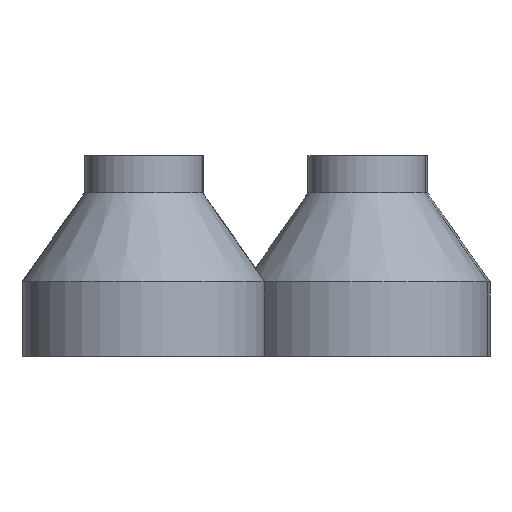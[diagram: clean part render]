
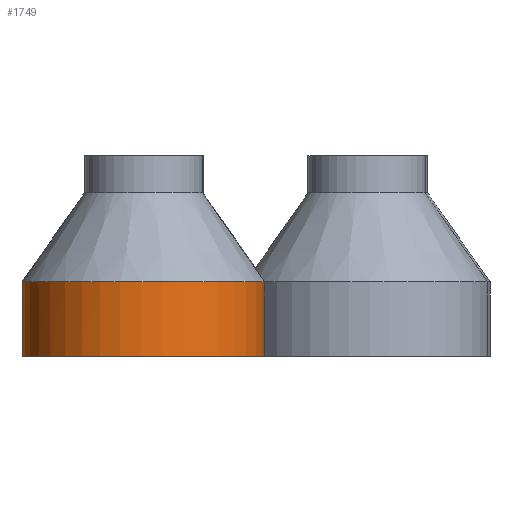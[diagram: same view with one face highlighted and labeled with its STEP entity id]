
A CAD part, front view. The second image highlights one B-rep face of the part: STEP entity #1749.
In plain terms, the highlighted cylindrical face has radius 41.408 mm (diameter 82.817 mm), a partial arc.
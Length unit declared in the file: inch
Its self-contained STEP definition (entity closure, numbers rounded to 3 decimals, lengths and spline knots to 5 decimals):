
#95=LINE('',#3425,#173);
#96=LINE('',#3433,#174);
#173=VECTOR('',#2355,0.3937);
#174=VECTOR('',#2364,0.3937);
#250=CYLINDRICAL_SURFACE('',#1952,1.63025);
#333=FACE_OUTER_BOUND('',#440,.T.);
#440=EDGE_LOOP('',(#1380,#1381,#1382,#1383,#1384));
#594=CIRCLE('',#1953,1.63025);
#595=CIRCLE('',#1954,1.63025);
#596=CIRCLE('',#1955,1.63025);
#805=VERTEX_POINT('',#3422);
#806=VERTEX_POINT('',#3424);
#807=VERTEX_POINT('',#3428);
#808=VERTEX_POINT('',#3430);
#809=VERTEX_POINT('',#3432);
#1014=EDGE_CURVE('',#806,#805,#95,.T.);
#1016=EDGE_CURVE('',#806,#807,#594,.T.);
#1017=EDGE_CURVE('',#808,#805,#595,.T.);
#1018=EDGE_CURVE('',#809,#808,#96,.T.);
#1019=EDGE_CURVE('',#807,#809,#596,.T.);
#1380=ORIENTED_EDGE('',*,*,#1016,.F.);
#1381=ORIENTED_EDGE('',*,*,#1014,.T.);
#1382=ORIENTED_EDGE('',*,*,#1017,.F.);
#1383=ORIENTED_EDGE('',*,*,#1018,.F.);
#1384=ORIENTED_EDGE('',*,*,#1019,.F.);
#1749=ADVANCED_FACE('',(#333),#250,.T.);
#1952=AXIS2_PLACEMENT_3D('',#3427,#2358,#2359);
#1953=AXIS2_PLACEMENT_3D('',#3429,#2360,#2361);
#1954=AXIS2_PLACEMENT_3D('',#3431,#2362,#2363);
#1955=AXIS2_PLACEMENT_3D('',#3434,#2365,#2366);
#2355=DIRECTION('',(0.,0.,-1.));
#2358=DIRECTION('center_axis',(0.,0.,-1.));
#2359=DIRECTION('ref_axis',(-0.276,-0.961,0.));
#2360=DIRECTION('center_axis',(0.,0.,1.));
#2361=DIRECTION('ref_axis',(1.,0.,0.));
#2362=DIRECTION('center_axis',(0.,0.,-1.));
#2363=DIRECTION('ref_axis',(1.,0.,0.));
#2364=DIRECTION('',(0.,0.,-1.));
#2365=DIRECTION('center_axis',(0.,0.,1.));
#2366=DIRECTION('ref_axis',(1.,0.,0.));
#3422=CARTESIAN_POINT('',(-1.42046,-2.4,-2.2));
#3424=CARTESIAN_POINT('',(-1.42046,-2.4,-1.2));
#3425=CARTESIAN_POINT('',(-1.42046,-2.4,-1.2));
#3427=CARTESIAN_POINT('Origin',(0.,-3.2,-1.2));
#3428=CARTESIAN_POINT('',(-1.63025,-3.2,-1.2));
#3429=CARTESIAN_POINT('Origin',(0.,-3.2,-1.2));
#3430=CARTESIAN_POINT('',(1.62855,-3.27452,-2.2));
#3431=CARTESIAN_POINT('Origin',(0.,-3.2,-2.2));
#3432=CARTESIAN_POINT('',(1.62855,-3.27452,-1.2));
#3433=CARTESIAN_POINT('',(1.62855,-3.27452,-1.2));
#3434=CARTESIAN_POINT('Origin',(0.,-3.2,-1.2));
